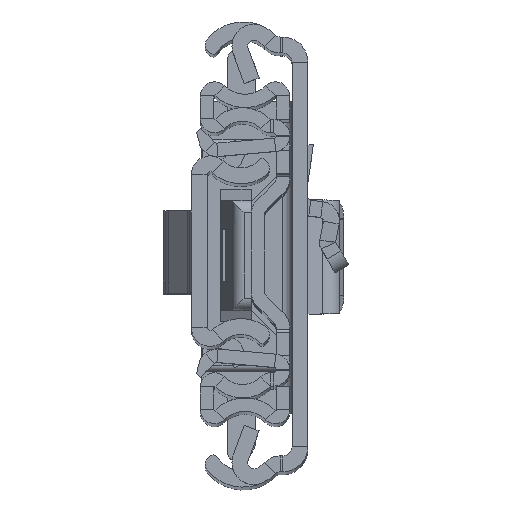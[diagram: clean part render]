
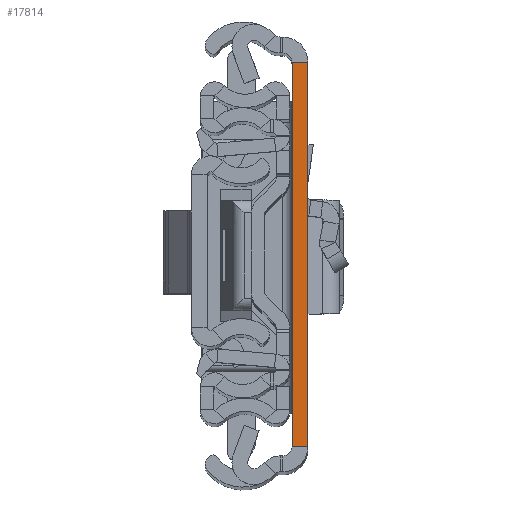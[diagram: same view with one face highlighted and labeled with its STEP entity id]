
A CAD part, top view. The second image highlights one B-rep face of the part: STEP entity #17814.
In plain terms, the highlighted planar face has unit normal (0, 0, 1).
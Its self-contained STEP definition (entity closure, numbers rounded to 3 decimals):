
#13 = EDGE_LOOP ( 'NONE', ( #5465, #13776, #7153, #10714 ) ) ;
#688 = CARTESIAN_POINT ( 'NONE',  ( 0., -31.5, 0. ) ) ;
#1485 = VERTEX_POINT ( 'NONE', #9106 ) ;
#1488 = VERTEX_POINT ( 'NONE', #2318 ) ;
#1499 = CARTESIAN_POINT ( 'NONE',  ( 0., -31.5, 0. ) ) ;
#2307 = EDGE_CURVE ( 'NONE', #1485, #5852, #9155, .T. ) ;
#2318 = CARTESIAN_POINT ( 'NONE',  ( 0., 31.5, 0. ) ) ;
#2749 = VECTOR ( 'NONE', #14860, 1000. ) ;
#2992 = DIRECTION ( 'NONE',  ( 1., 0., 0. ) ) ;
#5362 = EDGE_CURVE ( 'NONE', #14975, #1488, #9245, .T. ) ;
#5465 = ORIENTED_EDGE ( 'NONE', *, *, #18477, .F. ) ;
#5852 = VERTEX_POINT ( 'NONE', #11385 ) ;
#6219 = EDGE_CURVE ( 'NONE', #14975, #1485, #16986, .T. ) ;
#7153 = ORIENTED_EDGE ( 'NONE', *, *, #6219, .T. ) ;
#7485 = CARTESIAN_POINT ( 'NONE',  ( 2.6, 31.5, 0. ) ) ;
#7579 = CARTESIAN_POINT ( 'NONE',  ( 2.6, -31.5, 0. ) ) ;
#7978 = AXIS2_PLACEMENT_3D ( 'NONE', #8097, #13694, #12116 ) ;
#8097 = CARTESIAN_POINT ( 'NONE',  ( 2.6, -31.5, 0. ) ) ;
#9106 = CARTESIAN_POINT ( 'NONE',  ( 2.6, -31.5, 0. ) ) ;
#9155 = LINE ( 'NONE', #7579, #2749 ) ;
#9245 = LINE ( 'NONE', #688, #16729 ) ;
#10099 = DIRECTION ( 'NONE',  ( 1., 0., 0. ) ) ;
#10714 = ORIENTED_EDGE ( 'NONE', *, *, #2307, .T. ) ;
#11385 = CARTESIAN_POINT ( 'NONE',  ( 2.6, 31.5, 0. ) ) ;
#11873 = DIRECTION ( 'NONE',  ( 0., 1., 0. ) ) ;
#11934 = FACE_OUTER_BOUND ( 'NONE', #13, .T. ) ;
#12116 = DIRECTION ( 'NONE',  ( 0., 1., 0. ) ) ;
#12214 = PLANE ( 'NONE',  #7978 ) ;
#13401 = VECTOR ( 'NONE', #10099, 1000. ) ;
#13694 = DIRECTION ( 'NONE',  ( 0., 0., -1. ) ) ;
#13776 = ORIENTED_EDGE ( 'NONE', *, *, #5362, .F. ) ;
#14277 = CARTESIAN_POINT ( 'NONE',  ( 2.6, -31.5, 0. ) ) ;
#14493 = LINE ( 'NONE', #7485, #13401 ) ;
#14860 = DIRECTION ( 'NONE',  ( 0., 1., 0. ) ) ;
#14975 = VERTEX_POINT ( 'NONE', #1499 ) ;
#16729 = VECTOR ( 'NONE', #11873, 1000. ) ;
#16986 = LINE ( 'NONE', #14277, #18059 ) ;
#17814 = ADVANCED_FACE ( 'NONE', ( #11934 ), #12214, .F. ) ;
#18059 = VECTOR ( 'NONE', #2992, 1000. ) ;
#18477 = EDGE_CURVE ( 'NONE', #1488, #5852, #14493, .T. ) ;
